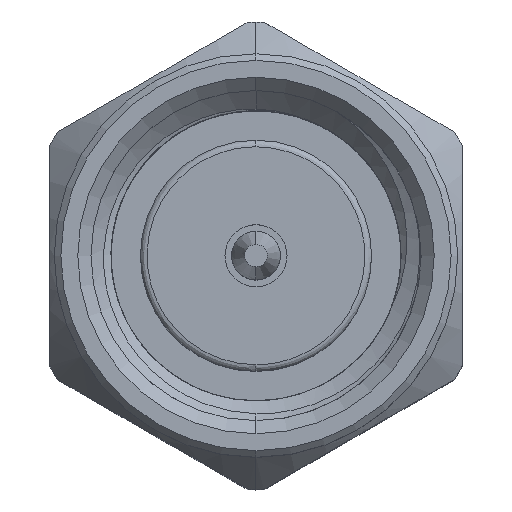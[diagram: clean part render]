
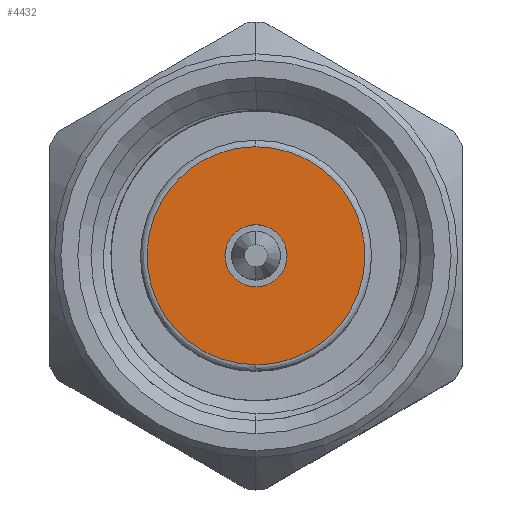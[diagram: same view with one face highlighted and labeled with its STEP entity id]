
A CAD part, top view. The second image highlights one B-rep face of the part: STEP entity #4432.
In plain terms, the highlighted face is planar.
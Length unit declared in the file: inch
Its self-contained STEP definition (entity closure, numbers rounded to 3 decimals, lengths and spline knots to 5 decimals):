
#89 = ORIENTED_EDGE ( 'NONE', *, *, #4038, .F. ) ;
#125 = CARTESIAN_POINT ( 'NONE',  ( 0.1, 0., -0.0825 ) ) ;
#283 = CARTESIAN_POINT ( 'NONE',  ( 0.1, 0., 0.0825 ) ) ;
#330 = EDGE_CURVE ( 'NONE', #2579, #4810, #1733, .T. ) ;
#381 = CIRCLE ( 'NONE', #1655, 0.0235 ) ;
#411 = CARTESIAN_POINT ( 'NONE',  ( 0.1, 0., -0.0825 ) ) ;
#617 = DIRECTION ( 'NONE',  ( 0., 0., -1. ) ) ;
#866 = CARTESIAN_POINT ( 'NONE',  ( 0.1, 0., 0. ) ) ;
#1201 = FACE_BOUND ( 'NONE', #3483, .T. ) ;
#1229 = CARTESIAN_POINT ( 'NONE',  ( 0.1, 0., -0.0235 ) ) ;
#1262 = DIRECTION ( 'NONE',  ( -1., 0., 0. ) ) ;
#1432 = AXIS2_PLACEMENT_3D ( 'NONE', #3217, #4681, #3547 ) ;
#1443 = ORIENTED_EDGE ( 'NONE', *, *, #330, .F. ) ;
#1575 = FACE_OUTER_BOUND ( 'NONE', #3074, .T. ) ;
#1655 = AXIS2_PLACEMENT_3D ( 'NONE', #4665, #1262, #4302 ) ;
#1733 = CIRCLE ( 'NONE', #4438, 0.0235 ) ;
#2405 = PLANE ( 'NONE',  #1432 ) ;
#2510 = CARTESIAN_POINT ( 'NONE',  ( 0.1, 0., 0.0825 ) ) ;
#2567 = CARTESIAN_POINT ( 'NONE',  ( 0.1, 0.165, -0.0825 ) ) ;
#2579 = VERTEX_POINT ( 'NONE', #1229 ) ;
#2813 =( BOUNDED_CURVE ( )  B_SPLINE_CURVE ( 3, ( #4200, #3461, #3810, #411 ),
 .UNSPECIFIED., .F., .T. ) 
 B_SPLINE_CURVE_WITH_KNOTS ( ( 4, 4 ),
 ( 0., 1. ),
 .UNSPECIFIED. ) 
 CURVE ( )  GEOMETRIC_REPRESENTATION_ITEM ( )  RATIONAL_B_SPLINE_CURVE ( ( 1., 0.333, 0.333, 1. ) ) 
 REPRESENTATION_ITEM ( '' )  );
#3074 = EDGE_LOOP ( 'NONE', ( #4193, #3220 ) ) ;
#3217 = CARTESIAN_POINT ( 'NONE',  ( 0.1, 0., 0. ) ) ;
#3220 = ORIENTED_EDGE ( 'NONE', *, *, #3909, .F. ) ;
#3253 = CARTESIAN_POINT ( 'NONE',  ( 0.1, 0., 0.0235 ) ) ;
#3461 = CARTESIAN_POINT ( 'NONE',  ( 0.1, -0.165, 0.0825 ) ) ;
#3483 = EDGE_LOOP ( 'NONE', ( #1443, #89 ) ) ;
#3504 = VERTEX_POINT ( 'NONE', #125 ) ;
#3514 = DIRECTION ( 'NONE',  ( -1., 0., 0. ) ) ;
#3547 = DIRECTION ( 'NONE',  ( 0., 0., -1. ) ) ;
#3655 = CARTESIAN_POINT ( 'NONE',  ( 0.1, 0.165, 0.0825 ) ) ;
#3699 =( BOUNDED_CURVE ( )  B_SPLINE_CURVE ( 3, ( #4048, #2567, #3655, #283 ),
 .UNSPECIFIED., .F., .T. ) 
 B_SPLINE_CURVE_WITH_KNOTS ( ( 4, 4 ),
 ( 0., 1. ),
 .UNSPECIFIED. ) 
 CURVE ( )  GEOMETRIC_REPRESENTATION_ITEM ( )  RATIONAL_B_SPLINE_CURVE ( ( 1., 0.333, 0.333, 1. ) ) 
 REPRESENTATION_ITEM ( '' )  );
#3810 = CARTESIAN_POINT ( 'NONE',  ( 0.1, -0.165, -0.0825 ) ) ;
#3909 = EDGE_CURVE ( 'NONE', #4541, #3504, #2813, .T. ) ;
#4038 = EDGE_CURVE ( 'NONE', #4810, #2579, #381, .T. ) ;
#4048 = CARTESIAN_POINT ( 'NONE',  ( 0.1, 0., -0.0825 ) ) ;
#4193 = ORIENTED_EDGE ( 'NONE', *, *, #4530, .F. ) ;
#4200 = CARTESIAN_POINT ( 'NONE',  ( 0.1, 0., 0.0825 ) ) ;
#4302 = DIRECTION ( 'NONE',  ( 0., 0., -1. ) ) ;
#4432 = ADVANCED_FACE ( 'NONE', ( #1201, #1575 ), #2405, .F. ) ;
#4438 = AXIS2_PLACEMENT_3D ( 'NONE', #866, #3514, #617 ) ;
#4530 = EDGE_CURVE ( 'NONE', #3504, #4541, #3699, .T. ) ;
#4541 = VERTEX_POINT ( 'NONE', #2510 ) ;
#4665 = CARTESIAN_POINT ( 'NONE',  ( 0.1, 0., 0. ) ) ;
#4681 = DIRECTION ( 'NONE',  ( 1., 0., 0. ) ) ;
#4810 = VERTEX_POINT ( 'NONE', #3253 ) ;
